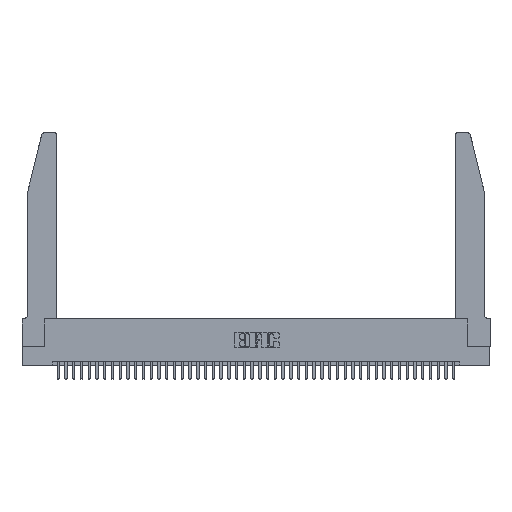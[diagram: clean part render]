
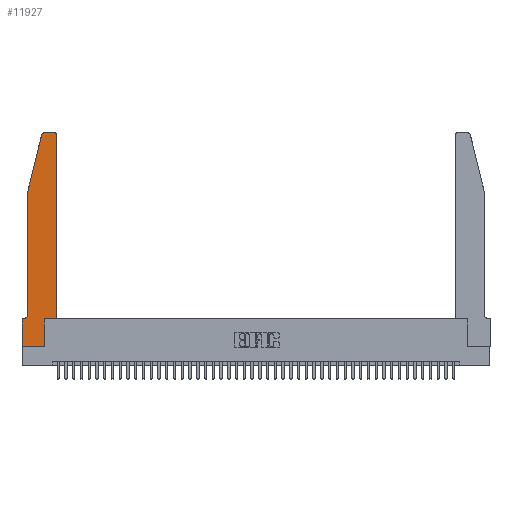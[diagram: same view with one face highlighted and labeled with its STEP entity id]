
A CAD part, top view. The second image highlights one B-rep face of the part: STEP entity #11927.
In plain terms, the highlighted planar face has unit normal (0, 0, 1).
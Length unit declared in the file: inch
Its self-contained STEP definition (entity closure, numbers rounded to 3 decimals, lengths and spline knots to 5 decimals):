
#376 = ORIENTED_EDGE ( 'NONE', *, *, #13525, .T. ) ;
#971 = VECTOR ( 'NONE', #42137, 39.37008 ) ;
#1284 = ORIENTED_EDGE ( 'NONE', *, *, #28602, .T. ) ;
#1521 = EDGE_CURVE ( 'NONE', #37438, #28911, #18570, .T. ) ;
#2156 = VERTEX_POINT ( 'NONE', #25898 ) ;
#2401 = CARTESIAN_POINT ( 'NONE',  ( 0., 0., 0.37 ) ) ;
#2856 = VERTEX_POINT ( 'NONE', #21533 ) ;
#3654 = DIRECTION ( 'NONE',  ( 0., 0., 1. ) ) ;
#4281 = DIRECTION ( 'NONE',  ( 0., 0., -1. ) ) ;
#4420 = DIRECTION ( 'NONE',  ( 0., 1., 0. ) ) ;
#5454 = DIRECTION ( 'NONE',  ( 1., 0., 0. ) ) ;
#5566 = CARTESIAN_POINT ( 'NONE',  ( 0.2865, 0., 0.37 ) ) ;
#6369 = VERTEX_POINT ( 'NONE', #25454 ) ;
#7062 = DIRECTION ( 'NONE',  ( 1., 0., 0. ) ) ;
#7066 = VECTOR ( 'NONE', #32967, 39.37008 ) ;
#7089 = VECTOR ( 'NONE', #41822, 39.37008 ) ;
#7827 = AXIS2_PLACEMENT_3D ( 'NONE', #35644, #41910, #28579 ) ;
#8124 = EDGE_LOOP ( 'NONE', ( #13481, #16496, #11157, #43245, #24003, #20845, #16477, #376, #21948, #1284, #19768, #39842 ) ) ;
#9189 = CARTESIAN_POINT ( 'NONE',  ( 0.4505, 2.72, 0.37 ) ) ;
#9865 = LINE ( 'NONE', #12166, #14617 ) ;
#10478 = LINE ( 'NONE', #27682, #41564 ) ;
#11157 = ORIENTED_EDGE ( 'NONE', *, *, #1521, .T. ) ;
#11769 = VERTEX_POINT ( 'NONE', #24658 ) ;
#11927 = ADVANCED_FACE ( 'NONE', ( #29042 ), #26939, .T. ) ;
#12166 = CARTESIAN_POINT ( 'NONE',  ( 0.4505, 0.35, 0.37 ) ) ;
#13481 = ORIENTED_EDGE ( 'NONE', *, *, #16987, .T. ) ;
#13525 = EDGE_CURVE ( 'NONE', #2156, #13941, #36548, .T. ) ;
#13785 = CARTESIAN_POINT ( 'NONE',  ( 0., 0.35, 0.37 ) ) ;
#13941 = VERTEX_POINT ( 'NONE', #5566 ) ;
#14160 = CIRCLE ( 'NONE', #17061, 0.07 ) ;
#14617 = VECTOR ( 'NONE', #43204, 39.37008 ) ;
#14811 = CARTESIAN_POINT ( 'NONE',  ( 0.0055, 0.42, 0.37 ) ) ;
#15287 = LINE ( 'NONE', #31921, #24943 ) ;
#15408 = DIRECTION ( 'NONE',  ( 0., 0., 1. ) ) ;
#15551 = EDGE_CURVE ( 'NONE', #11769, #41694, #32030, .T. ) ;
#16477 = ORIENTED_EDGE ( 'NONE', *, *, #28032, .T. ) ;
#16496 = ORIENTED_EDGE ( 'NONE', *, *, #42801, .T. ) ;
#16855 = EDGE_CURVE ( 'NONE', #6369, #2856, #14160, .T. ) ;
#16987 = EDGE_CURVE ( 'NONE', #21191, #28639, #32484, .T. ) ;
#17061 = AXIS2_PLACEMENT_3D ( 'NONE', #14811, #4281, #28159 ) ;
#17277 = EDGE_CURVE ( 'NONE', #2856, #30901, #15287, .T. ) ;
#17341 = CARTESIAN_POINT ( 'NONE',  ( 0.2865, 0.35, 0.37 ) ) ;
#18570 = LINE ( 'NONE', #41244, #971 ) ;
#18878 = CARTESIAN_POINT ( 'NONE',  ( 0.284, 2.75, 0.37 ) ) ;
#18978 = CARTESIAN_POINT ( 'NONE',  ( 0.4205, 2.75, 0.37 ) ) ;
#19768 = ORIENTED_EDGE ( 'NONE', *, *, #15551, .T. ) ;
#20774 = DIRECTION ( 'NONE',  ( 0., 1., 0. ) ) ;
#20845 = ORIENTED_EDGE ( 'NONE', *, *, #17277, .T. ) ;
#21191 = VERTEX_POINT ( 'NONE', #18978 ) ;
#21421 = CARTESIAN_POINT ( 'NONE',  ( 0.4505, 0.35, 0.37 ) ) ;
#21437 = CARTESIAN_POINT ( 'NONE',  ( 0.2605, 2.75, 0.37 ) ) ;
#21533 = CARTESIAN_POINT ( 'NONE',  ( 0.0055, 0.35, 0.37 ) ) ;
#21656 = LINE ( 'NONE', #2401, #42049 ) ;
#21948 = ORIENTED_EDGE ( 'NONE', *, *, #42644, .T. ) ;
#22954 = VERTEX_POINT ( 'NONE', #17341 ) ;
#23202 = CARTESIAN_POINT ( 'NONE',  ( 0.0755, 2., 0.37 ) ) ;
#23946 = VECTOR ( 'NONE', #4420, 39.37008 ) ;
#24003 = ORIENTED_EDGE ( 'NONE', *, *, #16855, .T. ) ;
#24557 = CARTESIAN_POINT ( 'NONE',  ( 0., 0., 0.37 ) ) ;
#24658 = CARTESIAN_POINT ( 'NONE',  ( 0.4505, 0.35, 0.37 ) ) ;
#24943 = VECTOR ( 'NONE', #42717, 39.37008 ) ;
#25454 = CARTESIAN_POINT ( 'NONE',  ( 0.0755, 0.42, 0.37 ) ) ;
#25898 = CARTESIAN_POINT ( 'NONE',  ( 0., 0., 0.37 ) ) ;
#26290 = DIRECTION ( 'NONE',  ( 0., -1., 0. ) ) ;
#26544 = CIRCLE ( 'NONE', #7827, 0.03 ) ;
#26939 = PLANE ( 'NONE',  #30475 ) ;
#27682 = CARTESIAN_POINT ( 'NONE',  ( 0.2865, 0.35, 0.37 ) ) ;
#28032 = EDGE_CURVE ( 'NONE', #30901, #2156, #21656, .T. ) ;
#28159 = DIRECTION ( 'NONE',  ( -1., 0., 0. ) ) ;
#28579 = DIRECTION ( 'NONE',  ( 1., 0., 0. ) ) ;
#28602 = EDGE_CURVE ( 'NONE', #22954, #11769, #9865, .T. ) ;
#28639 = VERTEX_POINT ( 'NONE', #18878 ) ;
#28911 = VERTEX_POINT ( 'NONE', #23202 ) ;
#29042 = FACE_OUTER_BOUND ( 'NONE', #8124, .T. ) ;
#29215 = CARTESIAN_POINT ( 'NONE',  ( 0.4205, 2.72, 0.37 ) ) ;
#29515 = AXIS2_PLACEMENT_3D ( 'NONE', #29215, #15408, #5454 ) ;
#30153 = EDGE_CURVE ( 'NONE', #28911, #6369, #36519, .T. ) ;
#30475 = AXIS2_PLACEMENT_3D ( 'NONE', #34296, #3654, #7062 ) ;
#30901 = VERTEX_POINT ( 'NONE', #13785 ) ;
#31431 = VECTOR ( 'NONE', #40158, 39.37008 ) ;
#31921 = CARTESIAN_POINT ( 'NONE',  ( 0.0755, 0.35, 0.37 ) ) ;
#32030 = LINE ( 'NONE', #21421, #23946 ) ;
#32484 = LINE ( 'NONE', #21437, #31431 ) ;
#32967 = DIRECTION ( 'NONE',  ( 0., -1., 0. ) ) ;
#34296 = CARTESIAN_POINT ( 'NONE',  ( 0., 0.35, 0.37 ) ) ;
#35644 = CARTESIAN_POINT ( 'NONE',  ( 0.284, 2.72, 0.37 ) ) ;
#36519 = LINE ( 'NONE', #43284, #7066 ) ;
#36548 = LINE ( 'NONE', #24557, #7089 ) ;
#36808 = CIRCLE ( 'NONE', #29515, 0.03 ) ;
#37438 = VERTEX_POINT ( 'NONE', #38877 ) ;
#38877 = CARTESIAN_POINT ( 'NONE',  ( 0.25487, 2.72718, 0.37 ) ) ;
#39842 = ORIENTED_EDGE ( 'NONE', *, *, #41169, .T. ) ;
#40158 = DIRECTION ( 'NONE',  ( -1., 0., 0. ) ) ;
#41169 = EDGE_CURVE ( 'NONE', #41694, #21191, #36808, .T. ) ;
#41244 = CARTESIAN_POINT ( 'NONE',  ( 0.0755, 2., 0.37 ) ) ;
#41564 = VECTOR ( 'NONE', #20774, 39.37008 ) ;
#41694 = VERTEX_POINT ( 'NONE', #9189 ) ;
#41822 = DIRECTION ( 'NONE',  ( 1., 0., 0. ) ) ;
#41910 = DIRECTION ( 'NONE',  ( 0., 0., 1. ) ) ;
#42049 = VECTOR ( 'NONE', #26290, 39.37008 ) ;
#42137 = DIRECTION ( 'NONE',  ( -0.239, -0.971, 0. ) ) ;
#42644 = EDGE_CURVE ( 'NONE', #13941, #22954, #10478, .T. ) ;
#42717 = DIRECTION ( 'NONE',  ( -1., 0., 0. ) ) ;
#42801 = EDGE_CURVE ( 'NONE', #28639, #37438, #26544, .T. ) ;
#43204 = DIRECTION ( 'NONE',  ( 1., 0., 0. ) ) ;
#43245 = ORIENTED_EDGE ( 'NONE', *, *, #30153, .T. ) ;
#43284 = CARTESIAN_POINT ( 'NONE',  ( 0.0755, 2., 0.37 ) ) ;
